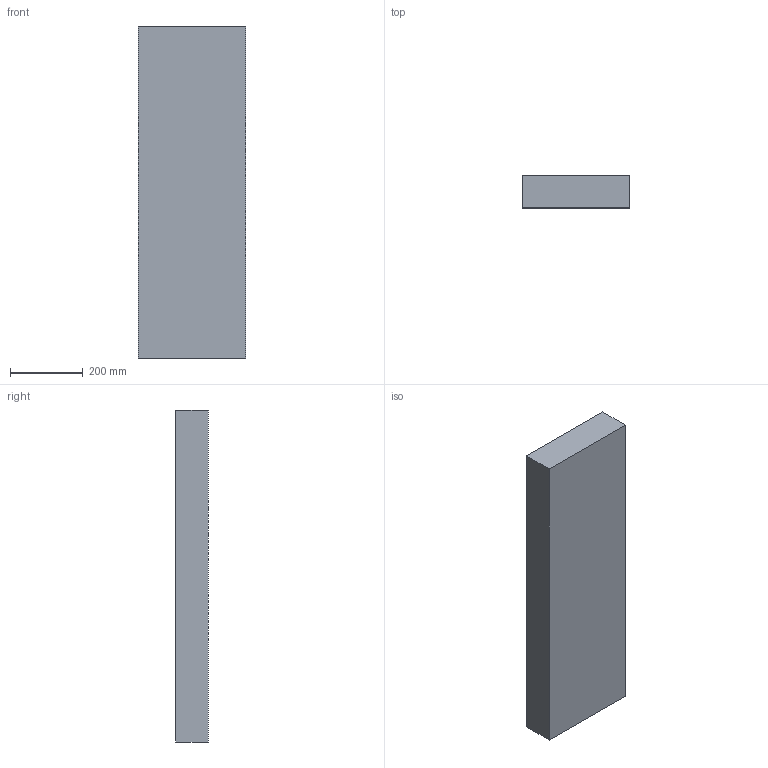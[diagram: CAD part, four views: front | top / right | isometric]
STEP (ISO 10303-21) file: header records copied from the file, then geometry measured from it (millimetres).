
FILE_DESCRIPTION (( 'STEP AP203' ), '1' );
FILE_NAME ('RF3-65-C.STEP', '2024-03-25T11:08:37', ( '' ), ( '' ), 'SwSTEP 2.0', 'SolidWorks 2021', '' );
FILE_SCHEMA (( 'CONFIG_CONTROL_DESIGN' ));
Length unit declared in the file: millimetre
Products named in the file (1): RF3-65-C
Bounding box: 295 x 88 x 910 mm (x, y, z)
Volume: 23559496.3 mm3; surface area: 763670.3 mm2
Topology: 1 solids, 1 shells, 101 faces, 267 edges, 178 vertices
Faces by surface type: plane 60, bspline 41
Entity records: 5444 total; most frequent: CARTESIAN_POINT 3140, ORIENTED_EDGE 534, DIRECTION 307, EDGE_CURVE 267, LINE 185, VECTOR 185, VERTEX_POINT 178, EDGE_LOOP 111
